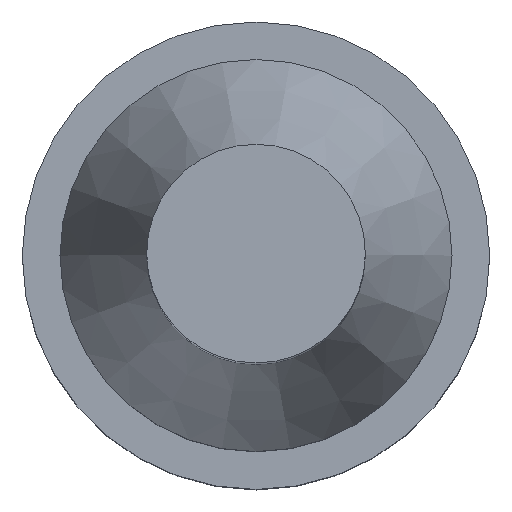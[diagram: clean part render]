
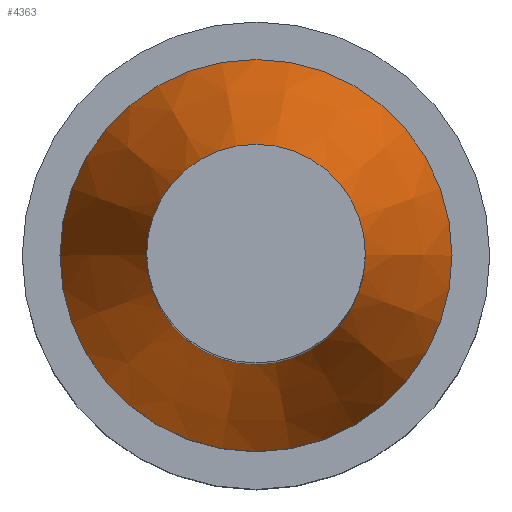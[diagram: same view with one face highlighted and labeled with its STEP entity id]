
A CAD part, top view. The second image highlights one B-rep face of the part: STEP entity #4363.
In plain terms, the highlighted conical face has half-angle 19.213 degrees and reference radius 13 mm.
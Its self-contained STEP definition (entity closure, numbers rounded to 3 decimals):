
#55=CONICAL_SURFACE($,#4561,13.,19.213);
#108=CIRCLE($,#4559,7.25);
#109=CIRCLE($,#4562,13.);
#358=FACE_OUTER_BOUND($,#1509,.T.);
#1185=FACE_BOUND($,#1510,.T.);
#1509=EDGE_LOOP($,(#3957));
#1510=EDGE_LOOP($,(#3958));
#2162=VERTEX_POINT($,#8374);
#2163=VERTEX_POINT($,#8378);
#2764=EDGE_CURVE($,#2162,#2162,#108,.T.);
#2765=EDGE_CURVE($,#2163,#2163,#109,.T.);
#3957=ORIENTED_EDGE($,*,*,#2765,.F.);
#3958=ORIENTED_EDGE($,*,*,#2764,.T.);
#4363=ADVANCED_FACE($,(#358,#1185),#55,.T.);
#4559=AXIS2_PLACEMENT_3D($,#8375,#5265,#5266);
#4561=AXIS2_PLACEMENT_3D($,#8377,#5269,#5270);
#4562=AXIS2_PLACEMENT_3D($,#8379,#5271,#5272);
#5265=DIRECTION('center_axis',(0.,0.,-1.));
#5266=DIRECTION('ref_axis',(-1.,0.,0.));
#5269=DIRECTION('center_axis',(0.,0.,-1.));
#5270=DIRECTION('ref_axis',(1.,0.,0.));
#5271=DIRECTION('center_axis',(0.,0.,-1.));
#5272=DIRECTION('ref_axis',(-1.,0.,0.));
#8374=CARTESIAN_POINT('',(-7.25,0.,43.5));
#8375=CARTESIAN_POINT('Origin',(0.,0.,43.5));
#8377=CARTESIAN_POINT('Origin',(0.,0.,27.));
#8378=CARTESIAN_POINT('',(13.,0.,27.));
#8379=CARTESIAN_POINT('Origin',(0.,0.,27.));
